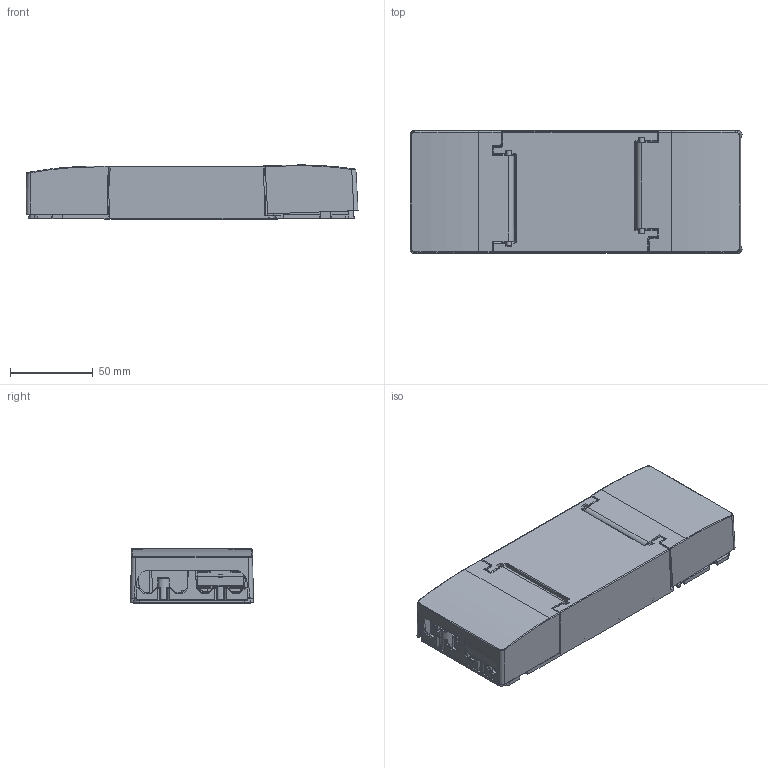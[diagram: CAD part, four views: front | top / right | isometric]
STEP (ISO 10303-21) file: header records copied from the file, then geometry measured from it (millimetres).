
FILE_DESCRIPTION(/* description */ (''),/* implementation_level */ '2;1');
FILE_NAME(/* name */ '8222-646-19091_Xitanium 36W_Independent_20150611.stp',/* time_stamp */ '2015-06-11T08:46:18+02:00',/* author */ ('nly19266'),/* organization */ (''),/* preprocessor_version */ 'ST-DEVELOPER v15.2',/* originating_system */ 'Autodesk Inventor 2014',/* authorisation */ '');
FILE_SCHEMA (('AUTOMOTIVE_DESIGN { 1 0 10303 214 3 1 1 }'));
Products named in the file (1): Part1
Bounding box: 200.87 x 74.23 x 32.76 mm (x, y, z)
Volume: 80464.8 mm3; surface area: 143562.8 mm2
Topology: 6 solids, 8 shells, 7000 faces, 18738 edges, 11873 vertices
Faces by surface type: plane 3632, cylinder 1604, bspline 1320, cone 188, sphere 170, torus 86
Full cylindrical faces by diameter (mm): 2.2 x6, 3 x4, 3.5 x5, 4.4 x6, 5 x6
Entity records: 238514 total; most frequent: CARTESIAN_POINT 64297, ORIENTED_EDGE 36974, DIRECTION 31273, EDGE_CURVE 18487, VERTEX_POINT 11841, LINE 11763, VECTOR 11763, AXIS2_PLACEMENT_3D 9755
